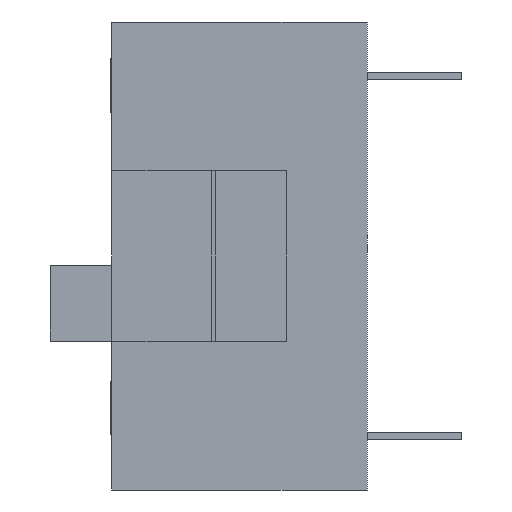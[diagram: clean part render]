
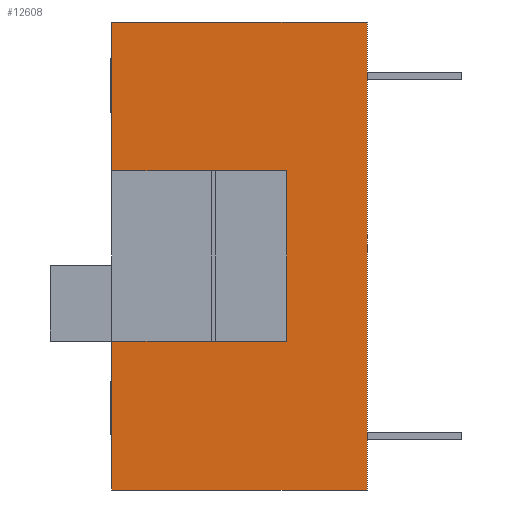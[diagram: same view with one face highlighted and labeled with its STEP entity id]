
A CAD part, left-side view. The second image highlights one B-rep face of the part: STEP entity #12608.
In plain terms, the highlighted planar face has unit normal (-1, 0, 0).
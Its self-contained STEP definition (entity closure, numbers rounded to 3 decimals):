
#1074=FACE_OUTER_BOUND('',#1856,.T.);
#1856=EDGE_LOOP('',(#8579,#8580,#8581,#8582,#8583,#8584,#8585,#8586));
#2765=LINE('',#16673,#4075);
#2771=LINE('',#16684,#4081);
#2772=LINE('',#16686,#4082);
#2773=LINE('',#16688,#4083);
#2774=LINE('',#16690,#4084);
#2775=LINE('',#16692,#4085);
#2776=LINE('',#16694,#4086);
#2777=LINE('',#16695,#4087);
#4075=VECTOR('',#14230,10.);
#4081=VECTOR('',#14240,10.);
#4082=VECTOR('',#14241,10.);
#4083=VECTOR('',#14242,10.);
#4084=VECTOR('',#14243,10.);
#4085=VECTOR('',#14244,10.);
#4086=VECTOR('',#14245,10.);
#4087=VECTOR('',#14246,10.);
#5337=VERTEX_POINT('',#16671);
#5338=VERTEX_POINT('',#16672);
#5341=VERTEX_POINT('',#16683);
#5342=VERTEX_POINT('',#16685);
#5343=VERTEX_POINT('',#16687);
#5344=VERTEX_POINT('',#16689);
#5345=VERTEX_POINT('',#16691);
#5346=VERTEX_POINT('',#16693);
#6621=EDGE_CURVE('',#5337,#5338,#2765,.T.);
#6627=EDGE_CURVE('',#5341,#5337,#2771,.T.);
#6628=EDGE_CURVE('',#5338,#5342,#2772,.T.);
#6629=EDGE_CURVE('',#5343,#5342,#2773,.T.);
#6630=EDGE_CURVE('',#5344,#5343,#2774,.T.);
#6631=EDGE_CURVE('',#5345,#5344,#2775,.T.);
#6632=EDGE_CURVE('',#5346,#5345,#2776,.T.);
#6633=EDGE_CURVE('',#5341,#5346,#2777,.T.);
#8579=ORIENTED_EDGE('',*,*,#6627,.T.);
#8580=ORIENTED_EDGE('',*,*,#6621,.T.);
#8581=ORIENTED_EDGE('',*,*,#6628,.T.);
#8582=ORIENTED_EDGE('',*,*,#6629,.F.);
#8583=ORIENTED_EDGE('',*,*,#6630,.F.);
#8584=ORIENTED_EDGE('',*,*,#6631,.F.);
#8585=ORIENTED_EDGE('',*,*,#6632,.F.);
#8586=ORIENTED_EDGE('',*,*,#6633,.F.);
#12098=PLANE('',#13473);
#12608=ADVANCED_FACE('',(#1074),#12098,.F.);
#13473=AXIS2_PLACEMENT_3D('',#16682,#14238,#14239);
#14230=DIRECTION('',(0.,0.,-1.));
#14238=DIRECTION('center_axis',(1.,0.,0.));
#14239=DIRECTION('ref_axis',(0.,0.,-1.));
#14240=DIRECTION('',(0.,-1.,0.));
#14241=DIRECTION('',(0.,1.,0.));
#14242=DIRECTION('',(0.,0.,1.));
#14243=DIRECTION('',(0.,1.,0.));
#14244=DIRECTION('',(0.,0.,-1.));
#14245=DIRECTION('',(0.,-1.,0.));
#14246=DIRECTION('',(0.,0.,1.));
#16671=CARTESIAN_POINT('',(-15.92,1.7,1.8));
#16672=CARTESIAN_POINT('',(-15.92,1.7,-1.8));
#16673=CARTESIAN_POINT('',(-15.92,1.7,0.9));
#16682=CARTESIAN_POINT('Origin',(-15.92,2.7,0.));
#16683=CARTESIAN_POINT('',(-15.92,5.4,1.8));
#16684=CARTESIAN_POINT('',(-15.92,3.,1.8));
#16685=CARTESIAN_POINT('',(-15.92,5.4,-1.8));
#16686=CARTESIAN_POINT('',(-15.92,2.2,-1.8));
#16687=CARTESIAN_POINT('',(-15.92,5.4,-4.95));
#16688=CARTESIAN_POINT('',(-15.92,5.4,-4.95));
#16689=CARTESIAN_POINT('',(-15.92,0.,-4.95));
#16690=CARTESIAN_POINT('',(-15.92,0.,-4.95));
#16691=CARTESIAN_POINT('',(-15.92,0.,4.95));
#16692=CARTESIAN_POINT('',(-15.92,0.,4.95));
#16693=CARTESIAN_POINT('',(-15.92,5.4,4.95));
#16694=CARTESIAN_POINT('',(-15.92,5.4,4.95));
#16695=CARTESIAN_POINT('',(-15.92,5.4,-4.95));
